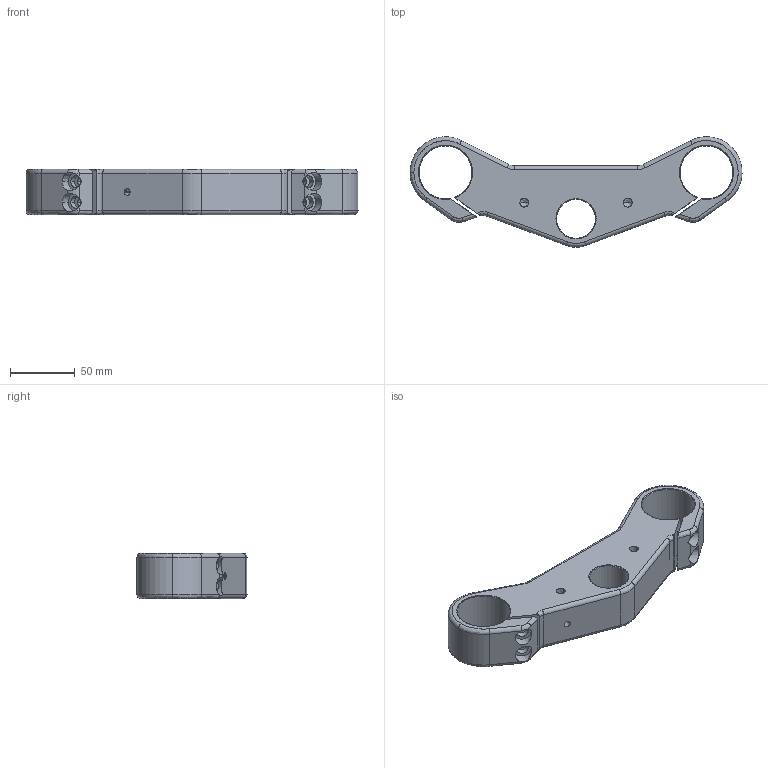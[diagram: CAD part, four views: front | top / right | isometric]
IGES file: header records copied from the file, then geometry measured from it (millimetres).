
Start section: SolidWorks IGES file using analytic representation for surfaces
Global section: file name: téfourche inf bobber.IGS; native system: SolidWorks 2011; preprocessor: SolidWorks 2011; author: FCR; date: 160503.151125; units: millimetre
Bounding box: 256.99 x 85.43 x 35 mm (x, y, z)
Surface area: 60207.7 mm2 (no closed solid volume)
Topology: 0 solids, 0 shells, 156 faces, 2360 edges, 2342 vertices
Faces by surface type: revolution 114, bspline 42
